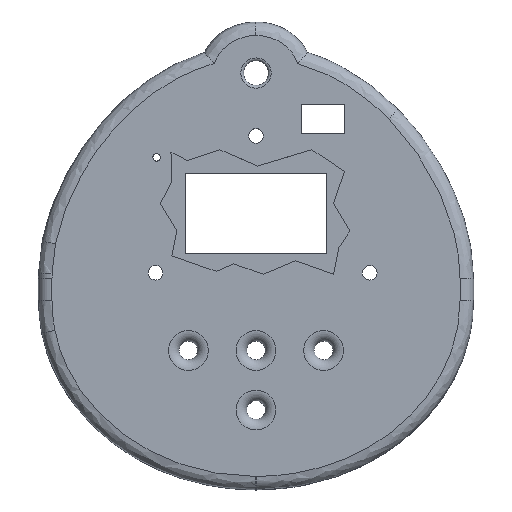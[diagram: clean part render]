
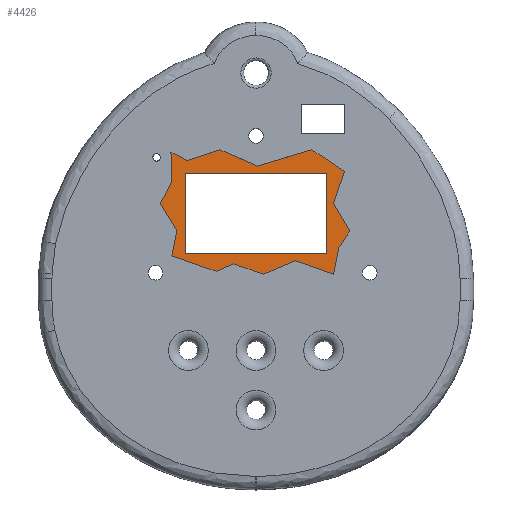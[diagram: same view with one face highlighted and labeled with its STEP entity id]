
A CAD part, top view. The second image highlights one B-rep face of the part: STEP entity #4426.
In plain terms, the highlighted planar face has unit normal (0, 0, 1).
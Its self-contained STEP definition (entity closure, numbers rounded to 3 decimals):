
#134=FACE_BOUND('',#1727,.T.);
#395=LINE('',#8585,#809);
#398=LINE('',#8590,#812);
#400=LINE('',#8594,#814);
#402=LINE('',#8598,#816);
#404=LINE('',#8602,#818);
#406=LINE('',#8606,#820);
#408=LINE('',#8610,#822);
#410=LINE('',#8614,#824);
#412=LINE('',#8618,#826);
#414=LINE('',#8622,#828);
#416=LINE('',#8626,#830);
#418=LINE('',#8630,#832);
#420=LINE('',#8634,#834);
#422=LINE('',#8638,#836);
#424=LINE('',#8642,#838);
#426=LINE('',#8646,#840);
#428=LINE('',#8650,#842);
#429=LINE('',#8652,#843);
#430=LINE('',#8656,#844);
#431=LINE('',#8658,#845);
#432=LINE('',#8660,#846);
#433=LINE('',#8661,#847);
#809=VECTOR('',#5289,10.);
#812=VECTOR('',#5294,10.);
#814=VECTOR('',#5298,10.);
#816=VECTOR('',#5302,10.);
#818=VECTOR('',#5306,10.);
#820=VECTOR('',#5310,10.);
#822=VECTOR('',#5314,10.);
#824=VECTOR('',#5318,10.);
#826=VECTOR('',#5322,10.);
#828=VECTOR('',#5326,10.);
#830=VECTOR('',#5330,10.);
#832=VECTOR('',#5334,10.);
#834=VECTOR('',#5338,10.);
#836=VECTOR('',#5342,10.);
#838=VECTOR('',#5346,10.);
#840=VECTOR('',#5350,10.);
#842=VECTOR('',#5354,10.);
#843=VECTOR('',#5357,10.);
#844=VECTOR('',#5360,10.);
#845=VECTOR('',#5361,10.);
#846=VECTOR('',#5362,10.);
#847=VECTOR('',#5363,10.);
#1243=PLANE('',#4692);
#1456=FACE_OUTER_BOUND('',#1726,.T.);
#1726=EDGE_LOOP('',(#3740,#3741,#3742,#3743,#3744,#3745,#3746,#3747,#3748,
#3749,#3750,#3751,#3752,#3753,#3754,#3755,#3756,#3757));
#1727=EDGE_LOOP('',(#3758,#3759,#3760,#3761));
#2221=VERTEX_POINT('',#8582);
#2222=VERTEX_POINT('',#8584);
#2223=VERTEX_POINT('',#8588);
#2224=VERTEX_POINT('',#8592);
#2225=VERTEX_POINT('',#8596);
#2226=VERTEX_POINT('',#8600);
#2227=VERTEX_POINT('',#8604);
#2228=VERTEX_POINT('',#8608);
#2229=VERTEX_POINT('',#8612);
#2230=VERTEX_POINT('',#8616);
#2231=VERTEX_POINT('',#8620);
#2232=VERTEX_POINT('',#8624);
#2233=VERTEX_POINT('',#8628);
#2234=VERTEX_POINT('',#8632);
#2235=VERTEX_POINT('',#8636);
#2236=VERTEX_POINT('',#8640);
#2237=VERTEX_POINT('',#8644);
#2238=VERTEX_POINT('',#8648);
#2239=VERTEX_POINT('',#8654);
#2240=VERTEX_POINT('',#8655);
#2241=VERTEX_POINT('',#8657);
#2242=VERTEX_POINT('',#8659);
#2758=EDGE_CURVE('',#2221,#2222,#395,.T.);
#2761=EDGE_CURVE('',#2223,#2221,#398,.T.);
#2763=EDGE_CURVE('',#2224,#2223,#400,.T.);
#2765=EDGE_CURVE('',#2225,#2224,#402,.T.);
#2767=EDGE_CURVE('',#2226,#2225,#404,.T.);
#2769=EDGE_CURVE('',#2227,#2226,#406,.T.);
#2771=EDGE_CURVE('',#2228,#2227,#408,.T.);
#2773=EDGE_CURVE('',#2229,#2228,#410,.T.);
#2775=EDGE_CURVE('',#2230,#2229,#412,.T.);
#2777=EDGE_CURVE('',#2231,#2230,#414,.T.);
#2779=EDGE_CURVE('',#2232,#2231,#416,.T.);
#2781=EDGE_CURVE('',#2233,#2232,#418,.T.);
#2783=EDGE_CURVE('',#2234,#2233,#420,.T.);
#2785=EDGE_CURVE('',#2235,#2234,#422,.T.);
#2787=EDGE_CURVE('',#2236,#2235,#424,.T.);
#2789=EDGE_CURVE('',#2237,#2236,#426,.T.);
#2791=EDGE_CURVE('',#2238,#2237,#428,.T.);
#2792=EDGE_CURVE('',#2222,#2238,#429,.T.);
#2793=EDGE_CURVE('',#2239,#2240,#430,.T.);
#2794=EDGE_CURVE('',#2241,#2239,#431,.T.);
#2795=EDGE_CURVE('',#2242,#2241,#432,.T.);
#2796=EDGE_CURVE('',#2240,#2242,#433,.T.);
#3740=ORIENTED_EDGE('',*,*,#2792,.F.);
#3741=ORIENTED_EDGE('',*,*,#2758,.F.);
#3742=ORIENTED_EDGE('',*,*,#2761,.F.);
#3743=ORIENTED_EDGE('',*,*,#2763,.F.);
#3744=ORIENTED_EDGE('',*,*,#2765,.F.);
#3745=ORIENTED_EDGE('',*,*,#2767,.F.);
#3746=ORIENTED_EDGE('',*,*,#2769,.F.);
#3747=ORIENTED_EDGE('',*,*,#2771,.F.);
#3748=ORIENTED_EDGE('',*,*,#2773,.F.);
#3749=ORIENTED_EDGE('',*,*,#2775,.F.);
#3750=ORIENTED_EDGE('',*,*,#2777,.F.);
#3751=ORIENTED_EDGE('',*,*,#2779,.F.);
#3752=ORIENTED_EDGE('',*,*,#2781,.F.);
#3753=ORIENTED_EDGE('',*,*,#2783,.F.);
#3754=ORIENTED_EDGE('',*,*,#2785,.F.);
#3755=ORIENTED_EDGE('',*,*,#2787,.F.);
#3756=ORIENTED_EDGE('',*,*,#2789,.F.);
#3757=ORIENTED_EDGE('',*,*,#2791,.F.);
#3758=ORIENTED_EDGE('',*,*,#2793,.F.);
#3759=ORIENTED_EDGE('',*,*,#2794,.F.);
#3760=ORIENTED_EDGE('',*,*,#2795,.F.);
#3761=ORIENTED_EDGE('',*,*,#2796,.F.);
#4426=ADVANCED_FACE('',(#1456,#134),#1243,.F.);
#4692=AXIS2_PLACEMENT_3D('',#8653,#5358,#5359);
#5289=DIRECTION('',(-0.031,1.,0.));
#5294=DIRECTION('',(0.459,0.889,0.));
#5298=DIRECTION('',(-0.514,0.857,0.));
#5302=DIRECTION('',(0.188,0.982,0.));
#5306=DIRECTION('',(-0.943,0.333,0.));
#5310=DIRECTION('',(-0.921,-0.389,0.));
#5314=DIRECTION('',(-0.943,0.333,0.));
#5318=DIRECTION('',(-0.921,-0.389,0.));
#5322=DIRECTION('',(-0.943,0.333,0.));
#5326=DIRECTION('',(-0.196,-0.981,0.));
#5330=DIRECTION('',(-0.555,-0.832,0.));
#5334=DIRECTION('',(0.514,-0.857,0.));
#5338=DIRECTION('',(-0.316,-0.949,0.));
#5342=DIRECTION('',(0.832,-0.555,0.));
#5346=DIRECTION('',(0.958,0.287,0.));
#5350=DIRECTION('',(0.919,-0.394,0.));
#5354=DIRECTION('',(0.949,0.316,0.));
#5357=DIRECTION('',(0.889,-0.459,0.));
#5358=DIRECTION('center_axis',(0.,0.,-1.));
#5359=DIRECTION('ref_axis',(-1.,0.,0.));
#5360=DIRECTION('',(0.,1.,0.));
#5361=DIRECTION('',(1.,0.,0.));
#5362=DIRECTION('',(0.,-1.,0.));
#5363=DIRECTION('',(-1.,0.,0.));
#8582=CARTESIAN_POINT('',(23.122,55.112,20.31));
#8584=CARTESIAN_POINT('',(22.951,60.574,20.31));
#8585=CARTESIAN_POINT('',(23.122,55.112,20.31));
#8588=CARTESIAN_POINT('',(21.,51.,20.31));
#8590=CARTESIAN_POINT('',(21.,51.,20.31));
#8592=CARTESIAN_POINT('',(24.,46.,20.31));
#8594=CARTESIAN_POINT('',(24.,46.,20.31));
#8596=CARTESIAN_POINT('',(23.122,41.421,20.31));
#8598=CARTESIAN_POINT('',(23.122,41.421,20.31));
#8600=CARTESIAN_POINT('',(31.279,38.537,20.31));
#8602=CARTESIAN_POINT('',(31.279,38.537,20.31));
#8604=CARTESIAN_POINT('',(34.564,39.922,20.31));
#8606=CARTESIAN_POINT('',(34.564,39.922,20.31));
#8608=CARTESIAN_POINT('',(40.,38.,20.31));
#8610=CARTESIAN_POINT('',(40.,38.,20.31));
#8612=CARTESIAN_POINT('',(45.929,40.5,20.31));
#8614=CARTESIAN_POINT('',(45.929,40.5,20.31));
#8616=CARTESIAN_POINT('',(53.,38.,20.31));
#8618=CARTESIAN_POINT('',(53.,38.,20.31));
#8620=CARTESIAN_POINT('',(54.,43.,20.31));
#8622=CARTESIAN_POINT('',(54.,43.,20.31));
#8624=CARTESIAN_POINT('',(56.,46.,20.31));
#8626=CARTESIAN_POINT('',(56.,46.,20.31));
#8628=CARTESIAN_POINT('',(53.,51.,20.31));
#8630=CARTESIAN_POINT('',(53.,51.,20.31));
#8632=CARTESIAN_POINT('',(55.,57.,20.31));
#8634=CARTESIAN_POINT('',(55.,57.,20.31));
#8636=CARTESIAN_POINT('',(49.,61.,20.31));
#8638=CARTESIAN_POINT('',(49.,61.,20.31));
#8640=CARTESIAN_POINT('',(39.,58.,20.31));
#8642=CARTESIAN_POINT('',(39.,58.,20.31));
#8644=CARTESIAN_POINT('',(32.,61.,20.31));
#8646=CARTESIAN_POINT('',(32.,61.,20.31));
#8648=CARTESIAN_POINT('',(26.,59.,20.31));
#8650=CARTESIAN_POINT('',(26.,59.,20.31));
#8652=CARTESIAN_POINT('',(22.951,60.574,20.31));
#8653=CARTESIAN_POINT('Origin',(38.5,49.5,20.31));
#8654=CARTESIAN_POINT('',(51.684,41.896,20.31));
#8655=CARTESIAN_POINT('',(51.684,56.696,20.31));
#8656=CARTESIAN_POINT('',(51.684,53.098,20.31));
#8657=CARTESIAN_POINT('',(25.584,41.896,20.31));
#8658=CARTESIAN_POINT('',(45.092,41.896,20.31));
#8659=CARTESIAN_POINT('',(25.584,56.696,20.31));
#8660=CARTESIAN_POINT('',(25.584,45.698,20.31));
#8661=CARTESIAN_POINT('',(32.042,56.696,20.31));
